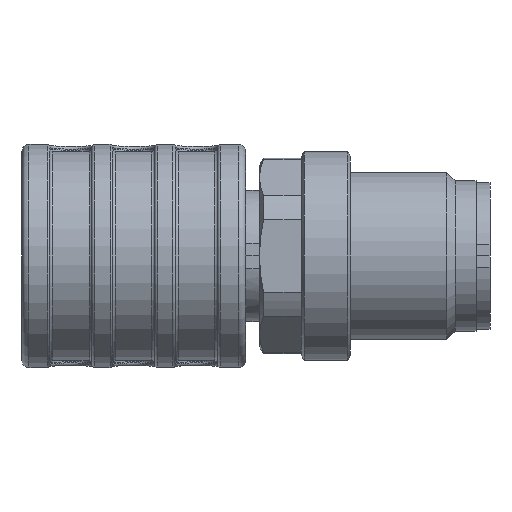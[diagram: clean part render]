
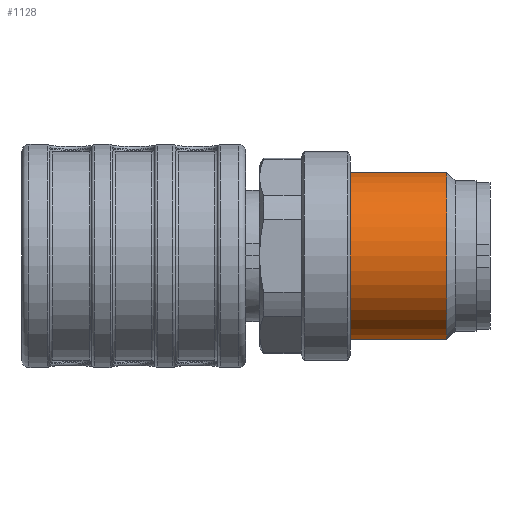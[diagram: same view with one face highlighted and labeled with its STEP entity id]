
A CAD part, front view. The second image highlights one B-rep face of the part: STEP entity #1128.
In plain terms, the highlighted cylindrical face has radius 6 mm (diameter 12 mm), a full revolution.
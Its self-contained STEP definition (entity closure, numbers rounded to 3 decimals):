
#142=CYLINDRICAL_SURFACE('',#4738,6.);
#1128=ADVANCED_FACE('',(#1448,#1449),#142,.T.);
#1448=FACE_BOUND('',#1680,.T.);
#1449=FACE_BOUND('',#1681,.T.);
#1680=EDGE_LOOP('',(#2485));
#1681=EDGE_LOOP('',(#2486));
#2485=ORIENTED_EDGE('',*,*,#3910,.F.);
#2486=ORIENTED_EDGE('',*,*,#3909,.T.);
#3342=VERTEX_POINT('',#7449);
#3343=VERTEX_POINT('',#7452);
#3909=EDGE_CURVE('',#3342,#3342,#4357,.T.);
#3910=EDGE_CURVE('',#3343,#3343,#4358,.T.);
#4357=CIRCLE('',#4735,6.);
#4358=CIRCLE('',#4737,6.);
#4735=AXIS2_PLACEMENT_3D('',#7448,#5699,#5700);
#4737=AXIS2_PLACEMENT_3D('',#7451,#5703,#5704);
#4738=AXIS2_PLACEMENT_3D('',#7453,#5705,#5706);
#5699=DIRECTION('',(1.,0.,0.));
#5700=DIRECTION('',(0.,0.5,0.866));
#5703=DIRECTION('',(1.,0.,0.));
#5704=DIRECTION('',(0.,0.5,0.866));
#5705=DIRECTION('',(1.,0.,0.));
#5706=DIRECTION('',(0.,-0.5,-0.866));
#7448=CARTESIAN_POINT('',(56.75,-48.7,-0.75));
#7449=CARTESIAN_POINT('',(56.75,-45.7,4.447));
#7451=CARTESIAN_POINT('',(63.65,-48.7,-0.75));
#7452=CARTESIAN_POINT('',(63.65,-45.7,4.447));
#7453=CARTESIAN_POINT('',(65.75,-48.7,-0.75));
